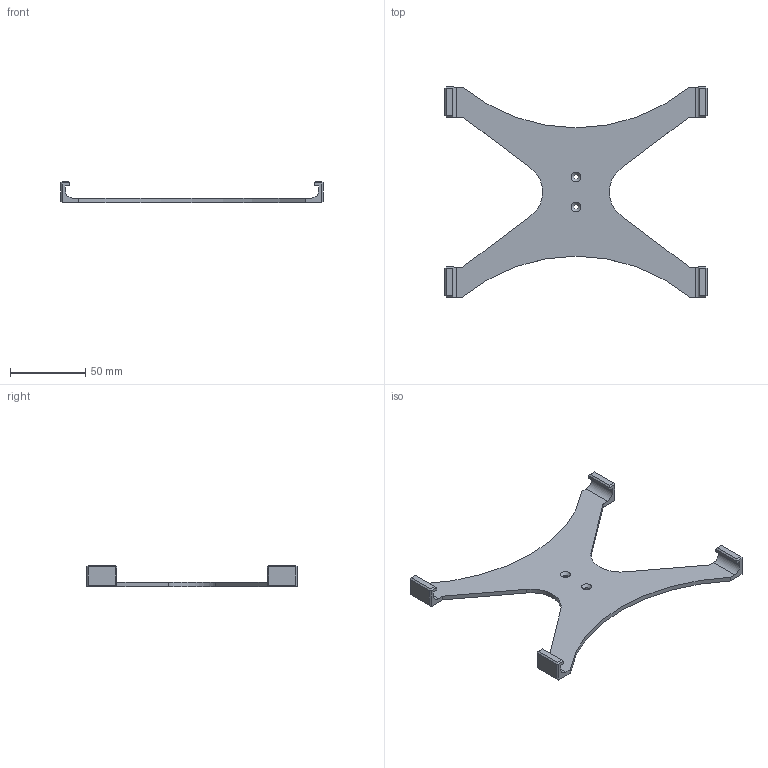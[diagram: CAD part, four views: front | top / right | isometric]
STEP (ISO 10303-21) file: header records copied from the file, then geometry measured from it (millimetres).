
FILE_DESCRIPTION(('FreeCAD Model'),'2;1');
FILE_NAME('ipad holder.step', '2020-10-30T17:30:38',('Author'),(''), 'Open CASCADE STEP processor 7.4','FreeCAD','Unknown');
FILE_SCHEMA(('AUTOMOTIVE_DESIGN { 1 0 10303 214 1 1 1 1 }'));
Length unit declared in the file: millimetre
Products named in the file (1): Chamfer009
Bounding box: 175 x 140 x 14 mm (x, y, z)
Volume: 33958.2 mm3; surface area: 24928.1 mm2
Topology: 1 solids, 1 shells, 82 faces, 198 edges, 118 vertices
Faces by surface type: plane 70, cylinder 10, cone 2
Full cylindrical faces by diameter (mm): 3 x2
Entity records: 4885 total; most frequent: CARTESIAN_POINT 921, DIRECTION 711, LINE 492, VECTOR 492, ORIENTED_EDGE 396, PCURVE 396, DEFINITIONAL_REPRESENTATION 396, EDGE_CURVE 198
